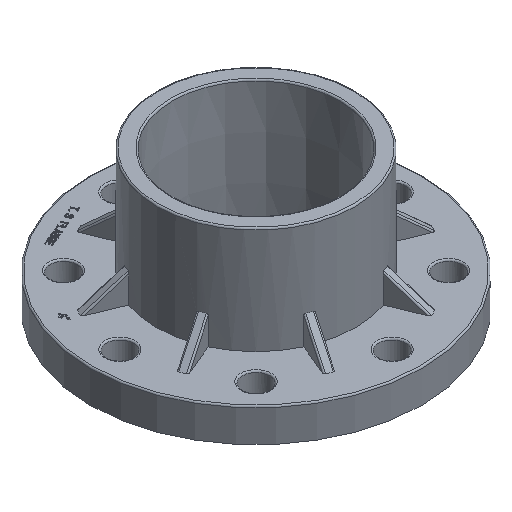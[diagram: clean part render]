
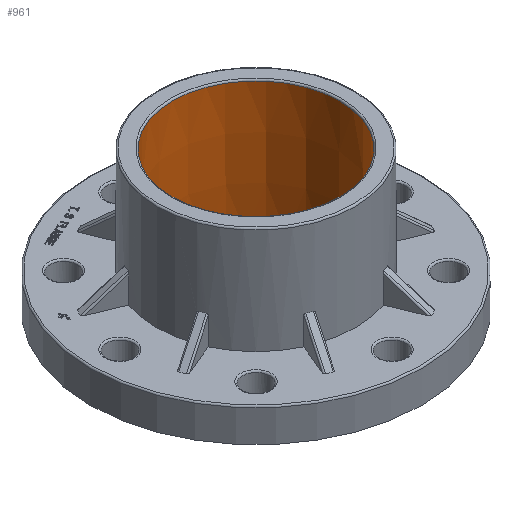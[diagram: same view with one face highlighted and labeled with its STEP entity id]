
A CAD part, isometric view. The second image highlights one B-rep face of the part: STEP entity #961.
In plain terms, the highlighted conical face has half-angle 0.229 degrees and reference radius 54.95 mm.
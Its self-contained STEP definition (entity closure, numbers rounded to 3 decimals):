
#65=CONICAL_SURFACE('',#8292,54.95,0.229);
#961=ADVANCED_FACE('',(#2695,#2696),#65,.F.);
#2594=CIRCLE('',#8289,54.95);
#2595=CIRCLE('',#8291,55.296);
#2695=FACE_BOUND('',#3091,.T.);
#2696=FACE_BOUND('',#3092,.T.);
#3091=EDGE_LOOP('',(#4825));
#3092=EDGE_LOOP('',(#4826));
#4825=ORIENTED_EDGE('',*,*,#7052,.T.);
#4826=ORIENTED_EDGE('',*,*,#7051,.T.);
#6063=VERTEX_POINT('',#13161);
#6064=VERTEX_POINT('',#13164);
#7051=EDGE_CURVE('',#6063,#6063,#2594,.T.);
#7052=EDGE_CURVE('',#6064,#6064,#2595,.T.);
#8289=AXIS2_PLACEMENT_3D('',#13160,#10096,#10097);
#8291=AXIS2_PLACEMENT_3D('',#13163,#10100,#10101);
#8292=AXIS2_PLACEMENT_3D('',#13165,#10102,#10103);
#10096=DIRECTION('',(0.,0.,-1.));
#10097=DIRECTION('',(1.,0.,0.));
#10100=DIRECTION('',(0.,0.,1.));
#10101=DIRECTION('',(-1.,0.,0.));
#10102=DIRECTION('',(0.,0.,1.));
#10103=DIRECTION('',(1.,0.,0.));
#13160=CARTESIAN_POINT('',(1125.,0.,4.9));
#13161=CARTESIAN_POINT('',(1179.95,0.,4.9));
#13163=CARTESIAN_POINT('',(1125.,0.,91.604));
#13164=CARTESIAN_POINT('',(1069.704,0.,91.604));
#13165=CARTESIAN_POINT('',(1125.,0.,4.9));
